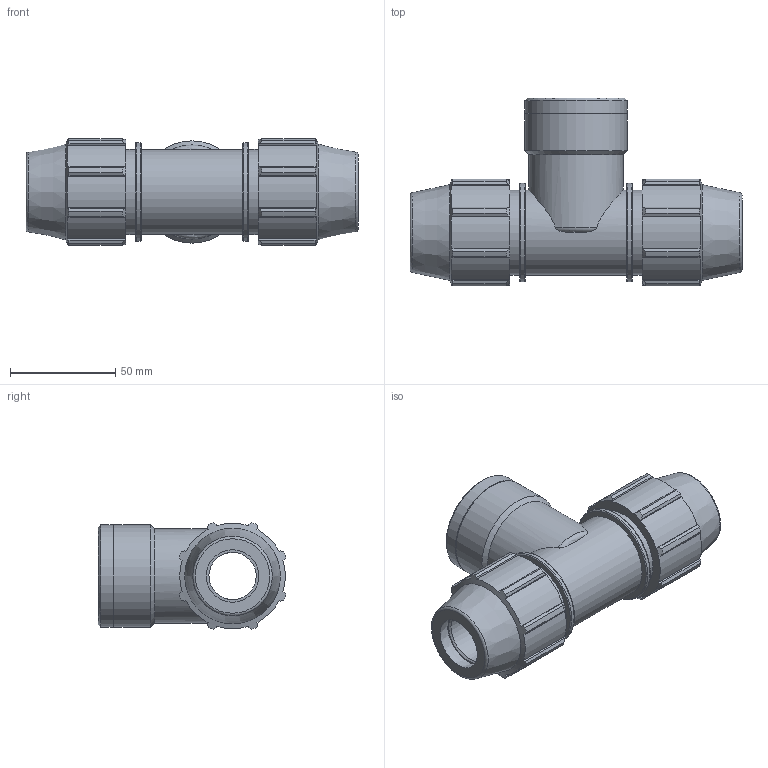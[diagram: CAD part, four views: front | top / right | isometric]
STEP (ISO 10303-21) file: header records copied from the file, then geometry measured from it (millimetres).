
FILE_DESCRIPTION(/* description */ ('PLASSON TEE WITH THREADED FEMALE OFFTAKE 25-1.1/4"-25'),/* implementation_level */ '2;1');
FILE_NAME(/* name */ '071400025013_181400025013_0714060250130A.ipt.stp',/* time_stamp */ '2017-06-06T17:15:33+03:00',/* author */ ('KIM'),/* organization */ (''),/* preprocessor_version */ 'ST-DEVELOPER v15.6',/* originating_system */ 'Autodesk Inventor 2015',/* authorisation */ '');
FILE_SCHEMA (('AUTOMOTIVE_DESIGN { 1 0 10303 214 3 1 1 }'));
Length unit declared in the file: millimetre
Products named in the file (1): 071400025013_181400025013_0714060250130A
Bounding box: 158 x 89.41 x 50.81 mm (x, y, z)
Volume: 217508.8 mm3; surface area: 52815.5 mm2
Topology: 1 solids, 1 shells, 159 faces, 425 edges, 279 vertices
Faces by surface type: plane 79, cylinder 45, cone 27, torus 8
Full cylindrical faces by diameter (mm): 22.5 x2, 25 x2, 38.952 x1, 40.5 x3, 44.795 x1, 46.98 x2, 48.69 x2
Entity records: 4984 total; most frequent: CARTESIAN_POINT 1066, ORIENTED_EDGE 772, DIRECTION 764, EDGE_CURVE 386, AXIS2_PLACEMENT_3D 286, VERTEX_POINT 272, EDGE_LOOP 206, LINE 192
